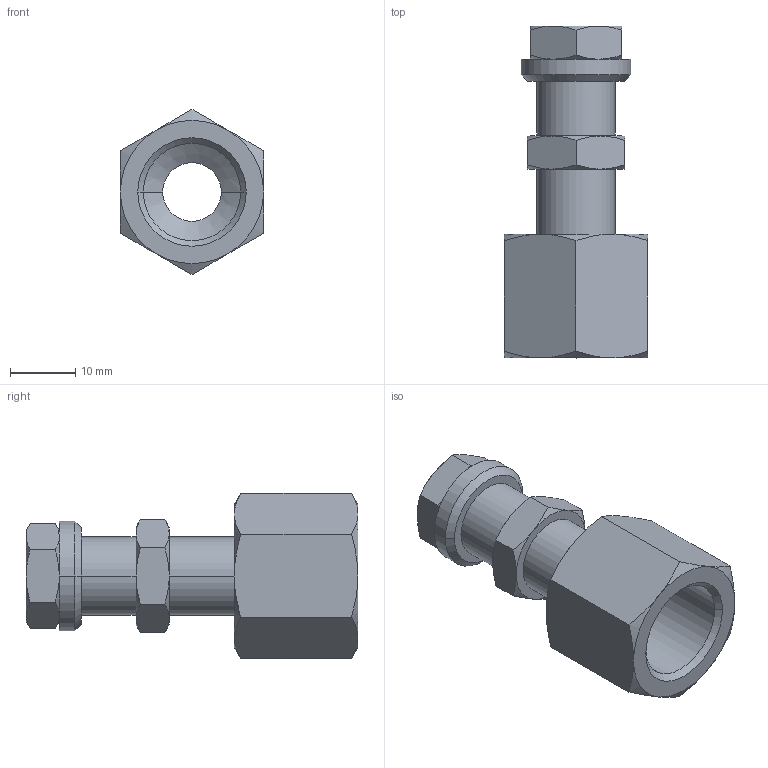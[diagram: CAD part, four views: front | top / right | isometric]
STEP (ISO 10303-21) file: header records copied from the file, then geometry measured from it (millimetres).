
FILE_DESCRIPTION(( 'MC.43.12.38.stp' ), '1');
FILE_NAME( 'MC.43.12.38.stp', '2018-10-23T09:17:29',( 'Sopra'),('sopra-pneumatic.com'), 'SwSTEP 2.0','SolidWorks 2009','' );
FILE_SCHEMA(('AUTOMOTIVE_DESIGN { 1 2 10303 214 0 1 1 1 }'));
Length unit declared in the file: millimetre
Bounding box: 22 x 51 x 25.4 mm (x, y, z)
Volume: 7641.1 mm3; surface area: 5510 mm2
Topology: 1 solids, 1 shells, 80 faces, 172 edges, 100 vertices
Faces by surface type: cone 42, plane 26, cylinder 12
Entity records: 2682 total; most frequent: CARTESIAN_POINT 1036, ORIENTED_EDGE 344, DIRECTION 324, EDGE_CURVE 172, AXIS2_PLACEMENT_3D 144, VERTEX_POINT 100, EDGE_LOOP 88, FACE_OUTER_BOUND 80
